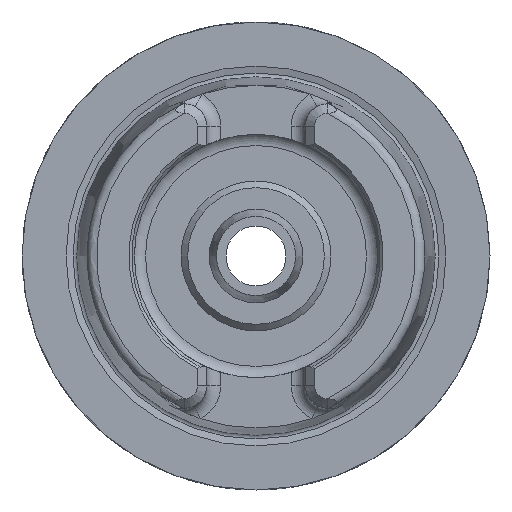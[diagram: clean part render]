
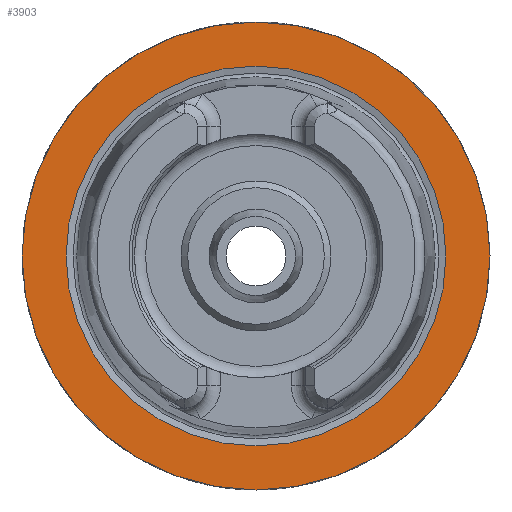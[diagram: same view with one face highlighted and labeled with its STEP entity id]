
A CAD part, left-side view. The second image highlights one B-rep face of the part: STEP entity #3903.
In plain terms, the highlighted planar face has unit normal (-1, 0, 0).
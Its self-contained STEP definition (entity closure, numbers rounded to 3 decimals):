
#3415=CARTESIAN_POINT('',(0.0,25.,0.0));
#3416=VERTEX_POINT('',#3415);
#3417=CARTESIAN_POINT('',(0.0,0.0,0.0));
#3418=DIRECTION('',(1.0,0.0,0.0));
#3419=DIRECTION('',(0.0,1.0,0.0));
#3420=AXIS2_PLACEMENT_3D('',#3417,#3418,#3419);
#3421=CIRCLE('',#3420,25.);
#3422=EDGE_CURVE('',#3416,#3416,#3421,.T.);
#3877=CARTESIAN_POINT('',(0.0,20.296,0.0));
#3878=VERTEX_POINT('',#3877);
#3879=CARTESIAN_POINT('',(0.0,0.0,0.0));
#3880=DIRECTION('',(1.0,0.0,0.0));
#3881=DIRECTION('',(0.0,1.0,0.0));
#3882=AXIS2_PLACEMENT_3D('',#3879,#3880,#3881);
#3883=CIRCLE('',#3882,20.296);
#3884=EDGE_CURVE('',#3878,#3878,#3883,.T.);
#3892=CARTESIAN_POINT('',(0.0,22.648,0.0));
#3893=DIRECTION('',(-1.0,0.0,0.0));
#3894=DIRECTION('',(0.0,0.0,1.0));
#3895=AXIS2_PLACEMENT_3D('',#3892,#3893,#3894);
#3896=PLANE('',#3895);
#3897=ORIENTED_EDGE('',*,*,#3422,.F.);
#3898=EDGE_LOOP('',(#3897));
#3899=FACE_OUTER_BOUND('',#3898,.T.);
#3900=ORIENTED_EDGE('',*,*,#3884,.T.);
#3901=EDGE_LOOP('',(#3900));
#3902=FACE_BOUND('',#3901,.T.);
#3903=ADVANCED_FACE('',(#3899,#3902),#3896,.T.);
